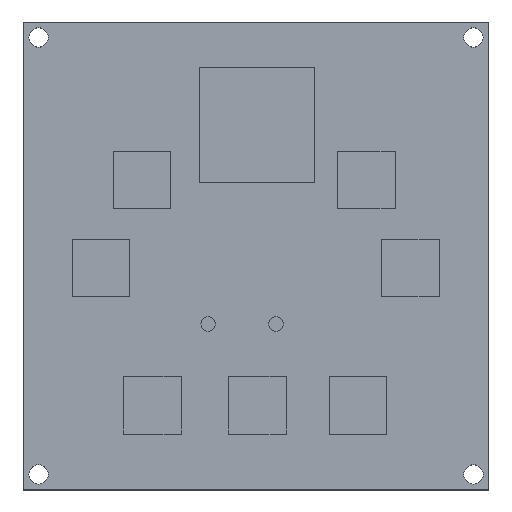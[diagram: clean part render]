
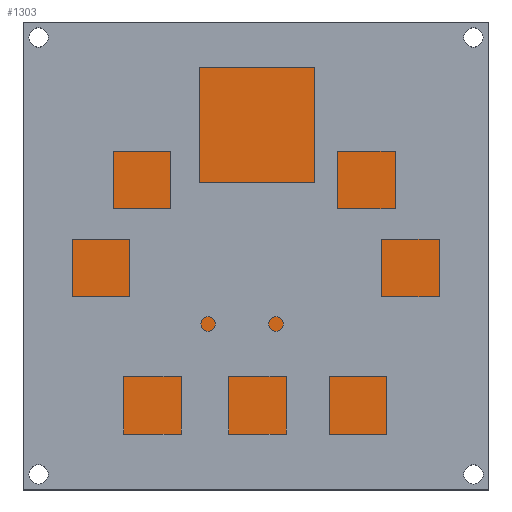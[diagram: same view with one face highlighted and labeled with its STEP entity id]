
A CAD part, top view. The second image highlights one B-rep face of the part: STEP entity #1303.
In plain terms, the highlighted planar face has unit normal (0, 0, 1).
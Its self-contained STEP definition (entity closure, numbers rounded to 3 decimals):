
#135=FACE_OUTER_BOUND('',#228,.T.);
#228=EDGE_LOOP('',(#1108,#1109,#1110,#1111));
#372=LINE('',#2016,#526);
#373=LINE('',#2018,#527);
#374=LINE('',#2020,#528);
#375=LINE('',#2021,#529);
#526=VECTOR('',#1659,10.);
#527=VECTOR('',#1660,10.);
#528=VECTOR('',#1661,10.);
#529=VECTOR('',#1662,10.);
#650=VERTEX_POINT('',#2014);
#651=VERTEX_POINT('',#2015);
#652=VERTEX_POINT('',#2017);
#653=VERTEX_POINT('',#2019);
#808=EDGE_CURVE('',#650,#651,#372,.T.);
#809=EDGE_CURVE('',#652,#650,#373,.T.);
#810=EDGE_CURVE('',#653,#652,#374,.T.);
#811=EDGE_CURVE('',#651,#653,#375,.T.);
#1108=ORIENTED_EDGE('',*,*,#808,.F.);
#1109=ORIENTED_EDGE('',*,*,#809,.F.);
#1110=ORIENTED_EDGE('',*,*,#810,.F.);
#1111=ORIENTED_EDGE('',*,*,#811,.F.);
#1242=PLANE('',#1397);
#1303=ADVANCED_FACE('',(#135),#1242,.T.);
#1397=AXIS2_PLACEMENT_3D('',#2013,#1657,#1658);
#1657=DIRECTION('center_axis',(0.,0.,1.));
#1658=DIRECTION('ref_axis',(1.,0.,0.));
#1659=DIRECTION('',(0.,1.,0.));
#1660=DIRECTION('',(-1.,0.,0.));
#1661=DIRECTION('',(0.,-1.,0.));
#1662=DIRECTION('',(1.,0.,0.));
#2013=CARTESIAN_POINT('Origin',(0.,0.,
9.6));
#2014=CARTESIAN_POINT('',(-49.141,-49.409,9.6));
#2015=CARTESIAN_POINT('',(-49.141,49.409,9.6));
#2016=CARTESIAN_POINT('',(-49.141,-24.704,9.6));
#2017=CARTESIAN_POINT('',(49.141,-49.409,9.6));
#2018=CARTESIAN_POINT('',(24.57,-49.409,9.6));
#2019=CARTESIAN_POINT('',(49.141,49.409,9.6));
#2020=CARTESIAN_POINT('',(49.141,24.704,9.6));
#2021=CARTESIAN_POINT('',(-24.57,49.409,9.6));
